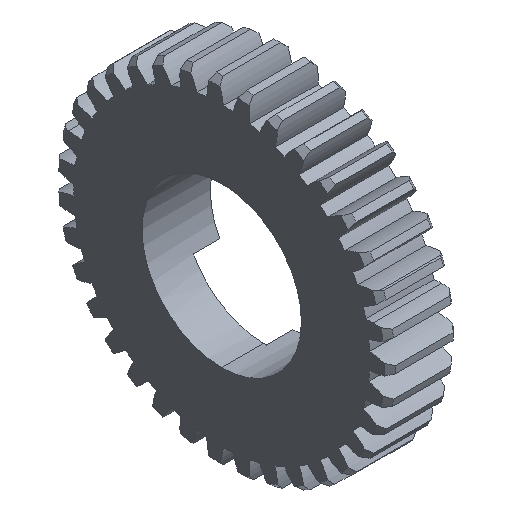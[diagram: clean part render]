
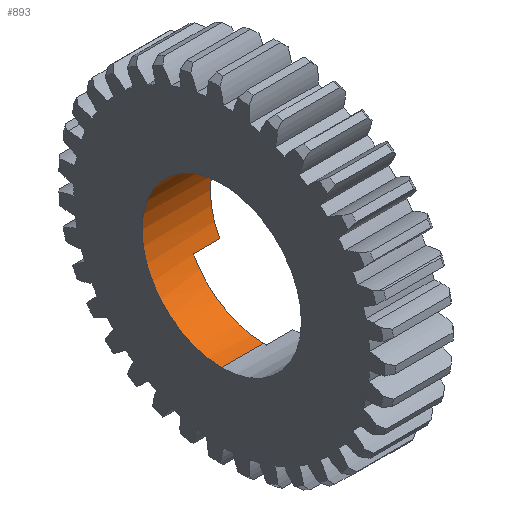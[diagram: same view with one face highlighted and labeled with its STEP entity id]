
A CAD part, isometric view. The second image highlights one B-rep face of the part: STEP entity #893.
In plain terms, the highlighted cylindrical face has radius 11.113 mm (diameter 22.225 mm), a partial arc.
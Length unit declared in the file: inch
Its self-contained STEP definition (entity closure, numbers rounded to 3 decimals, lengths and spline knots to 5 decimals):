
#13 = EDGE_LOOP ( 'NONE', ( #5162, #6551, #650, #8509, #8077, #468, #412, #1226 ) ) ;
#40 = CIRCLE ( 'NONE', #7607, 0.4375 ) ;
#41 = VERTEX_POINT ( 'NONE', #3283 ) ;
#254 = CARTESIAN_POINT ( 'NONE',  ( 0.375, 0., 0. ) ) ;
#406 = DIRECTION ( 'NONE',  ( -1., 0., 0. ) ) ;
#412 = ORIENTED_EDGE ( 'NONE', *, *, #5034, .T. ) ;
#468 = ORIENTED_EDGE ( 'NONE', *, *, #2834, .F. ) ;
#499 = VERTEX_POINT ( 'NONE', #5256 ) ;
#544 = DIRECTION ( 'NONE',  ( 0., 0., 1. ) ) ;
#621 = EDGE_CURVE ( 'NONE', #499, #7682, #5884, .T. ) ;
#626 = CARTESIAN_POINT ( 'NONE',  ( 0.231, 0.38629, -0.20539 ) ) ;
#650 = ORIENTED_EDGE ( 'NONE', *, *, #3849, .T. ) ;
#813 = CARTESIAN_POINT ( 'NONE',  ( 0., 0., 0. ) ) ;
#893 = ADVANCED_FACE ( 'NONE', ( #6194 ), #2236, .F. ) ;
#923 = DIRECTION ( 'NONE',  ( 0., 0., 1. ) ) ;
#1059 = VECTOR ( 'NONE', #4303, 39.37008 ) ;
#1208 = VECTOR ( 'NONE', #7400, 39.37008 ) ;
#1226 = ORIENTED_EDGE ( 'NONE', *, *, #6472, .T. ) ;
#1300 = VECTOR ( 'NONE', #8027, 39.37008 ) ;
#1356 = CARTESIAN_POINT ( 'NONE',  ( 0.231, 0.38629, 0.20539 ) ) ;
#1421 = CARTESIAN_POINT ( 'NONE',  ( 2., 0., 0.4375 ) ) ;
#1485 = DIRECTION ( 'NONE',  ( 0., 0., -1. ) ) ;
#1503 = LINE ( 'NONE', #1421, #8151 ) ;
#2236 = CYLINDRICAL_SURFACE ( 'NONE', #3102, 0.4375 ) ;
#2492 = CARTESIAN_POINT ( 'NONE',  ( 0., 0., -0.4375 ) ) ;
#2530 = DIRECTION ( 'NONE',  ( -1., 0., 0. ) ) ;
#2834 = EDGE_CURVE ( 'NONE', #8513, #41, #3994, .T. ) ;
#2861 = CARTESIAN_POINT ( 'NONE',  ( 0.231, 0., 0. ) ) ;
#2960 = CARTESIAN_POINT ( 'NONE',  ( 0.231, 0.38629, -0.20539 ) ) ;
#2984 = AXIS2_PLACEMENT_3D ( 'NONE', #254, #4915, #923 ) ;
#3102 = AXIS2_PLACEMENT_3D ( 'NONE', #7870, #406, #544 ) ;
#3283 = CARTESIAN_POINT ( 'NONE',  ( 0.231, 0.38629, 0.20539 ) ) ;
#3331 = VERTEX_POINT ( 'NONE', #8030 ) ;
#3405 = VERTEX_POINT ( 'NONE', #7484 ) ;
#3535 = DIRECTION ( 'NONE',  ( 0., 0., -1. ) ) ;
#3764 = CARTESIAN_POINT ( 'NONE',  ( 0.375, 0.38629, 0.20539 ) ) ;
#3849 = EDGE_CURVE ( 'NONE', #6738, #3331, #8131, .T. ) ;
#3994 = CIRCLE ( 'NONE', #5790, 0.4375 ) ;
#4214 = CIRCLE ( 'NONE', #8492, 0.4375 ) ;
#4303 = DIRECTION ( 'NONE',  ( 1., 0., 0. ) ) ;
#4509 = EDGE_CURVE ( 'NONE', #41, #8187, #8569, .T. ) ;
#4604 = EDGE_CURVE ( 'NONE', #6738, #499, #4214, .T. ) ;
#4825 = CARTESIAN_POINT ( 'NONE',  ( 0.231, 0., 0.4375 ) ) ;
#4915 = DIRECTION ( 'NONE',  ( 1., 0., 0. ) ) ;
#5034 = EDGE_CURVE ( 'NONE', #8513, #3405, #1503, .T. ) ;
#5162 = ORIENTED_EDGE ( 'NONE', *, *, #621, .F. ) ;
#5256 = CARTESIAN_POINT ( 'NONE',  ( 0.231, 0., -0.4375 ) ) ;
#5462 = DIRECTION ( 'NONE',  ( -1., 0., 0. ) ) ;
#5790 = AXIS2_PLACEMENT_3D ( 'NONE', #6523, #2530, #7197 ) ;
#5884 = LINE ( 'NONE', #8120, #1208 ) ;
#6097 = DIRECTION ( 'NONE',  ( -1., 0., 0. ) ) ;
#6194 = FACE_OUTER_BOUND ( 'NONE', #13, .T. ) ;
#6277 = CIRCLE ( 'NONE', #2984, 0.4375 ) ;
#6472 = EDGE_CURVE ( 'NONE', #3405, #7682, #40, .T. ) ;
#6523 = CARTESIAN_POINT ( 'NONE',  ( 0.231, 0., 0. ) ) ;
#6551 = ORIENTED_EDGE ( 'NONE', *, *, #4604, .F. ) ;
#6576 = EDGE_CURVE ( 'NONE', #3331, #8187, #6277, .T. ) ;
#6738 = VERTEX_POINT ( 'NONE', #626 ) ;
#7197 = DIRECTION ( 'NONE',  ( 0., 0.866, 0.5 ) ) ;
#7400 = DIRECTION ( 'NONE',  ( -1., 0., 0. ) ) ;
#7484 = CARTESIAN_POINT ( 'NONE',  ( 0., 0., 0.4375 ) ) ;
#7507 = DIRECTION ( 'NONE',  ( -1., 0., 0. ) ) ;
#7607 = AXIS2_PLACEMENT_3D ( 'NONE', #813, #5462, #1485 ) ;
#7682 = VERTEX_POINT ( 'NONE', #2492 ) ;
#7870 = CARTESIAN_POINT ( 'NONE',  ( 2., 0., 0. ) ) ;
#8027 = DIRECTION ( 'NONE',  ( 1., 0., 0. ) ) ;
#8030 = CARTESIAN_POINT ( 'NONE',  ( 0.375, 0.38629, -0.20539 ) ) ;
#8077 = ORIENTED_EDGE ( 'NONE', *, *, #4509, .F. ) ;
#8120 = CARTESIAN_POINT ( 'NONE',  ( 2., 0., -0.4375 ) ) ;
#8131 = LINE ( 'NONE', #2960, #1059 ) ;
#8151 = VECTOR ( 'NONE', #6097, 39.37008 ) ;
#8187 = VERTEX_POINT ( 'NONE', #3764 ) ;
#8492 = AXIS2_PLACEMENT_3D ( 'NONE', #2861, #7507, #3535 ) ;
#8509 = ORIENTED_EDGE ( 'NONE', *, *, #6576, .T. ) ;
#8513 = VERTEX_POINT ( 'NONE', #4825 ) ;
#8569 = LINE ( 'NONE', #1356, #1300 ) ;
